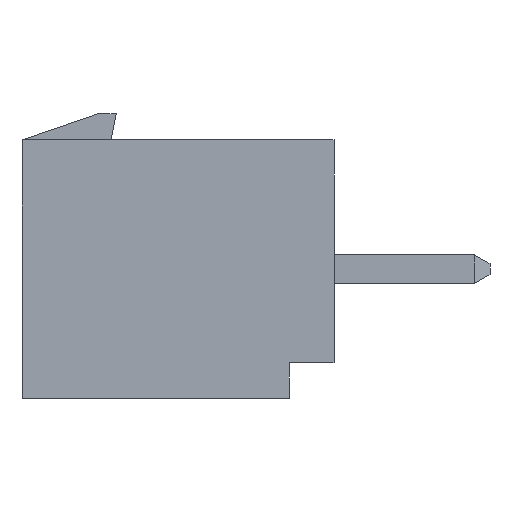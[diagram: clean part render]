
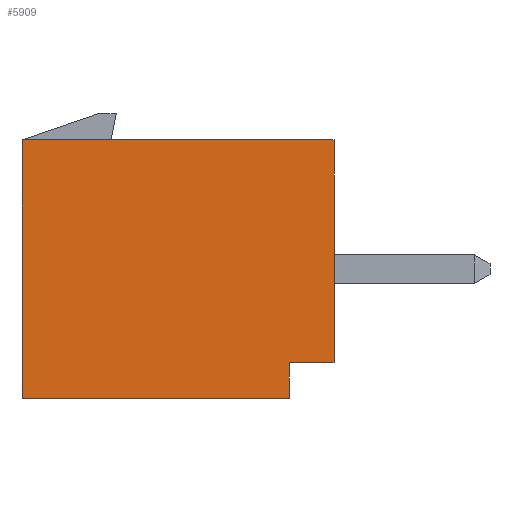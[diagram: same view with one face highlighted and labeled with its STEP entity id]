
A CAD part, left-side view. The second image highlights one B-rep face of the part: STEP entity #5909.
In plain terms, the highlighted planar face has unit normal (-1, 0, 0).
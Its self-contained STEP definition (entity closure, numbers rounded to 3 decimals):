
#30=DIRECTION('',(0.,0.,1.));
#31=VECTOR('',#30,5.);
#32=CARTESIAN_POINT('',(-8.7,0.,-2.1));
#33=LINE('',#32,#31);
#415=DIRECTION('',(0.,1.,0.));
#416=VECTOR('',#415,7.);
#417=CARTESIAN_POINT('',(-8.7,0.,2.9));
#418=LINE('',#417,#416);
#667=DIRECTION('',(0.,0.,1.));
#668=VECTOR('',#667,5.8);
#669=CARTESIAN_POINT('',(-8.7,7.,-2.9));
#670=LINE('',#669,#668);
#1976=DIRECTION('',(0.,0.,-1.));
#1977=VECTOR('',#1976,0.8);
#1978=CARTESIAN_POINT('',(-8.7,1.,-2.1));
#1979=LINE('',#1978,#1977);
#1983=DIRECTION('',(0.,1.,0.));
#1984=VECTOR('',#1983,6.);
#1985=CARTESIAN_POINT('',(-8.7,1.,-2.9));
#1986=LINE('',#1985,#1984);
#1990=DIRECTION('',(0.,1.,0.));
#1991=VECTOR('',#1990,1.);
#1992=CARTESIAN_POINT('',(-8.7,0.,-2.1));
#1993=LINE('',#1992,#1991);
#3327=CARTESIAN_POINT('',(-8.7,7.,-2.9));
#3328=CARTESIAN_POINT('',(-8.7,7.,2.9));
#3329=VERTEX_POINT('',#3327);
#3330=VERTEX_POINT('',#3328);
#3335=CARTESIAN_POINT('',(-8.7,0.,2.9));
#3336=VERTEX_POINT('',#3335);
#3355=CARTESIAN_POINT('',(-8.7,1.,-2.1));
#3356=CARTESIAN_POINT('',(-8.7,1.,-2.9));
#3357=VERTEX_POINT('',#3355);
#3358=VERTEX_POINT('',#3356);
#3363=CARTESIAN_POINT('',(-8.7,0.,-2.1));
#3364=VERTEX_POINT('',#3363);
#5895=CARTESIAN_POINT('',(-8.7,0.,-2.9));
#5896=DIRECTION('',(-1.,0.,0.));
#5897=DIRECTION('',(0.,0.,1.));
#5898=AXIS2_PLACEMENT_3D('',#5895,#5896,#5897);
#5899=PLANE('',#5898);
#5900=ORIENTED_EDGE('',*,*,#5886,.T.);
#5902=ORIENTED_EDGE('',*,*,#5901,.T.);
#5903=ORIENTED_EDGE('',*,*,#4365,.T.);
#5904=ORIENTED_EDGE('',*,*,#4123,.F.);
#5905=ORIENTED_EDGE('',*,*,#3928,.F.);
#5906=ORIENTED_EDGE('',*,*,#5263,.T.);
#5907=EDGE_LOOP('',(#5900,#5902,#5903,#5904,#5905,#5906));
#5908=FACE_OUTER_BOUND('',#5907,.F.);
#5909=ADVANCED_FACE('',(#5908),#5899,.T.);
#3928=EDGE_CURVE('',#3364,#3336,#33,.T.);
#4123=EDGE_CURVE('',#3336,#3330,#418,.T.);
#4365=EDGE_CURVE('',#3329,#3330,#670,.T.);
#5263=EDGE_CURVE('',#3364,#3357,#1993,.T.);
#5886=EDGE_CURVE('',#3357,#3358,#1979,.T.);
#5901=EDGE_CURVE('',#3358,#3329,#1986,.T.);
